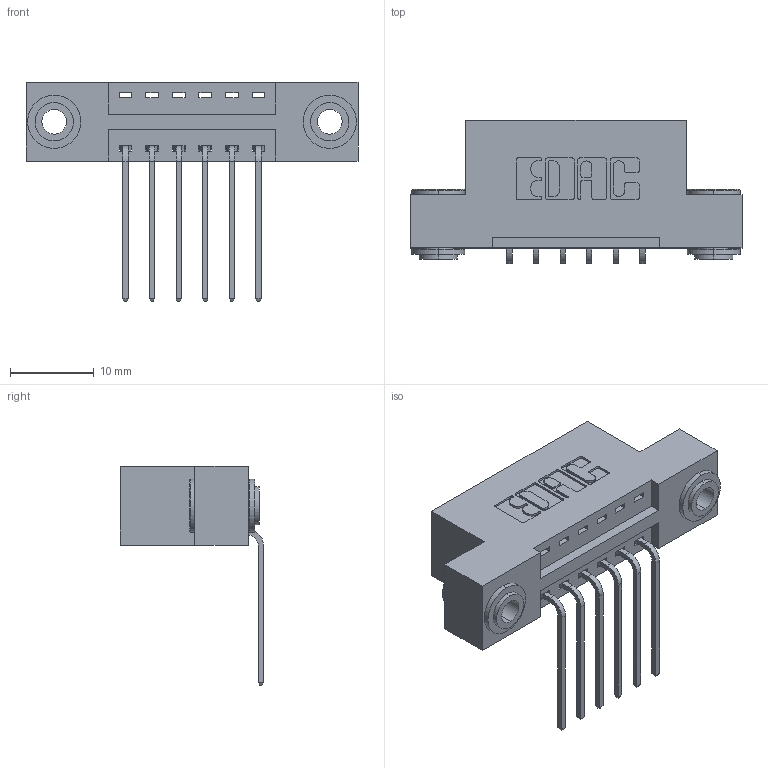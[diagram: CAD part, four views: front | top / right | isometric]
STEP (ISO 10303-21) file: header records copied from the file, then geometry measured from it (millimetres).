
FILE_DESCRIPTION (( 'STEP AP203' ), '1' );
FILE_NAME ('346-006-559-103.STEP', '2018-08-17T03:25:27', ( '' ), ( '' ), 'SwSTEP 2.0', 'SolidWorks 2016', '' );
FILE_SCHEMA (( 'CONFIG_CONTROL_DESIGN' ));
Length unit declared in the file: inch
Products named in the file (4): 345-250-002_345-250-002-102; 346-006-559-103; 346 Part_Flush Mounting Lugs - 0.156 Dia-TH; 345-292-001_558 559 Tail - 1
Assembly tree (9 placements, depth 2):
  346-006-559-103
    346 Part_Flush Mounting Lugs - 0.156 Dia-TH
    345-292-001_558 559 Tail - 1  x6
    345-250-002_345-250-002-102  x2
Bounding box: 39.62 x 17.08 x 26.16 mm (x, y, z)
Volume: 3584.2 mm3; surface area: 4429.8 mm2
Topology: 9 solids, 9 shells, 520 faces, 1497 edges, 986 vertices
Faces by surface type: plane 338, cylinder 174, cone 8
Entity records: 9304 total; most frequent: CARTESIAN_POINT 1585, ORIENTED_EDGE 1518, DIRECTION 1473, EDGE_CURVE 759, LINE 579, VECTOR 579, VERTEX_POINT 502, AXIS2_PLACEMENT_3D 447
